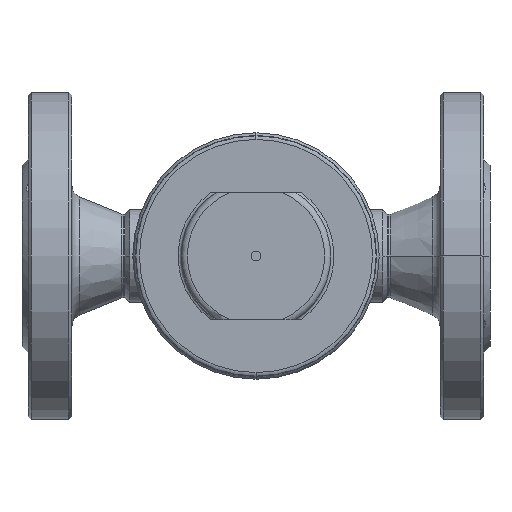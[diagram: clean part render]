
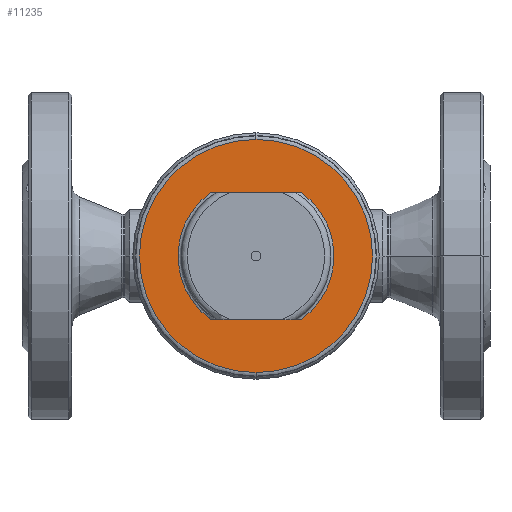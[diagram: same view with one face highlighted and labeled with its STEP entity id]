
A CAD part, front view. The second image highlights one B-rep face of the part: STEP entity #11235.
In plain terms, the highlighted planar face has unit normal (0, -1, 0).
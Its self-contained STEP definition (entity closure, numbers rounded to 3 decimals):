
#183 = ORIENTED_EDGE ( 'NONE', *, *, #8885, .F. ) ;
#578 = CARTESIAN_POINT ( 'NONE',  ( 14.309, -56.5, -20.5 ) ) ;
#1020 = DIRECTION ( 'NONE',  ( 0., 1., 0. ) ) ;
#1024 = PLANE ( 'NONE',  #3161 ) ;
#1191 = CARTESIAN_POINT ( 'NONE',  ( 0., -56.5, 37.369 ) ) ;
#1495 = CARTESIAN_POINT ( 'NONE',  ( 0., -56.5, 0. ) ) ;
#2177 = EDGE_CURVE ( 'NONE', #13292, #3440, #8664, .T. ) ;
#2184 = DIRECTION ( 'NONE',  ( 0., 1., 0. ) ) ;
#2603 = CARTESIAN_POINT ( 'NONE',  ( -40., -56.5, 20.5 ) ) ;
#2646 = DIRECTION ( 'NONE',  ( 0., 0., -1. ) ) ;
#2661 = ORIENTED_EDGE ( 'NONE', *, *, #5119, .F. ) ;
#2709 = DIRECTION ( 'NONE',  ( 0., 1., 0. ) ) ;
#2731 = AXIS2_PLACEMENT_3D ( 'NONE', #7804, #1020, #8943 ) ;
#3152 = VERTEX_POINT ( 'NONE', #3482 ) ;
#3161 = AXIS2_PLACEMENT_3D ( 'NONE', #5559, #2184, #10088 ) ;
#3426 = AXIS2_PLACEMENT_3D ( 'NONE', #1495, #9416, #2646 ) ;
#3440 = VERTEX_POINT ( 'NONE', #578 ) ;
#3482 = CARTESIAN_POINT ( 'NONE',  ( -14.309, -56.5, -20.5 ) ) ;
#3635 = EDGE_LOOP ( 'NONE', ( #4565, #2661, #13360, #14198 ) ) ;
#3792 = CARTESIAN_POINT ( 'NONE',  ( -14.309, -56.5, 20.5 ) ) ;
#4254 = FACE_BOUND ( 'NONE', #3635, .T. ) ;
#4477 = ORIENTED_EDGE ( 'NONE', *, *, #9182, .F. ) ;
#4565 = ORIENTED_EDGE ( 'NONE', *, *, #2177, .T. ) ;
#4684 = LINE ( 'NONE', #2603, #10695 ) ;
#5119 = EDGE_CURVE ( 'NONE', #3152, #3440, #14317, .T. ) ;
#5521 = CIRCLE ( 'NONE', #9865, 25. ) ;
#5559 = CARTESIAN_POINT ( 'NONE',  ( 37.369, -56.5, 0. ) ) ;
#6636 = CARTESIAN_POINT ( 'NONE',  ( 0., -56.5, 0. ) ) ;
#6770 = EDGE_CURVE ( 'NONE', #13292, #8893, #4684, .T. ) ;
#6999 = CARTESIAN_POINT ( 'NONE',  ( 14.309, -56.5, 20.5 ) ) ;
#7768 = DIRECTION ( 'NONE',  ( 0., 0., -1. ) ) ;
#7804 = CARTESIAN_POINT ( 'NONE',  ( 0., -56.5, 0. ) ) ;
#8234 = VECTOR ( 'NONE', #11713, 1000. ) ;
#8310 = VERTEX_POINT ( 'NONE', #12329 ) ;
#8664 = CIRCLE ( 'NONE', #2731, 25. ) ;
#8885 = EDGE_CURVE ( 'NONE', #8310, #13226, #10288, .T. ) ;
#8893 = VERTEX_POINT ( 'NONE', #3792 ) ;
#8943 = DIRECTION ( 'NONE',  ( 0., 0., -1. ) ) ;
#9182 = EDGE_CURVE ( 'NONE', #13226, #8310, #9941, .T. ) ;
#9416 = DIRECTION ( 'NONE',  ( 0., 1., 0. ) ) ;
#9480 = CARTESIAN_POINT ( 'NONE',  ( 0., -56.5, 0. ) ) ;
#9865 = AXIS2_PLACEMENT_3D ( 'NONE', #9480, #2709, #10628 ) ;
#9941 = CIRCLE ( 'NONE', #9956, 37.369 ) ;
#9956 = AXIS2_PLACEMENT_3D ( 'NONE', #6636, #14608, #7768 ) ;
#10088 = DIRECTION ( 'NONE',  ( 0., 0., -1. ) ) ;
#10095 = EDGE_CURVE ( 'NONE', #3152, #8893, #5521, .T. ) ;
#10288 = CIRCLE ( 'NONE', #3426, 37.369 ) ;
#10524 = DIRECTION ( 'NONE',  ( -1., 0., 0. ) ) ;
#10628 = DIRECTION ( 'NONE',  ( 0., 0., -1. ) ) ;
#10695 = VECTOR ( 'NONE', #10524, 1000. ) ;
#11235 = ADVANCED_FACE ( 'NONE', ( #4254, #12953 ), #1024, .F. ) ;
#11610 = CARTESIAN_POINT ( 'NONE',  ( -40., -56.5, -20.5 ) ) ;
#11713 = DIRECTION ( 'NONE',  ( 1., 0., 0. ) ) ;
#12329 = CARTESIAN_POINT ( 'NONE',  ( 0., -56.5, -37.369 ) ) ;
#12953 = FACE_OUTER_BOUND ( 'NONE', #13597, .T. ) ;
#13226 = VERTEX_POINT ( 'NONE', #1191 ) ;
#13292 = VERTEX_POINT ( 'NONE', #6999 ) ;
#13360 = ORIENTED_EDGE ( 'NONE', *, *, #10095, .T. ) ;
#13597 = EDGE_LOOP ( 'NONE', ( #183, #4477 ) ) ;
#14198 = ORIENTED_EDGE ( 'NONE', *, *, #6770, .F. ) ;
#14317 = LINE ( 'NONE', #11610, #8234 ) ;
#14608 = DIRECTION ( 'NONE',  ( 0., 1., 0. ) ) ;
